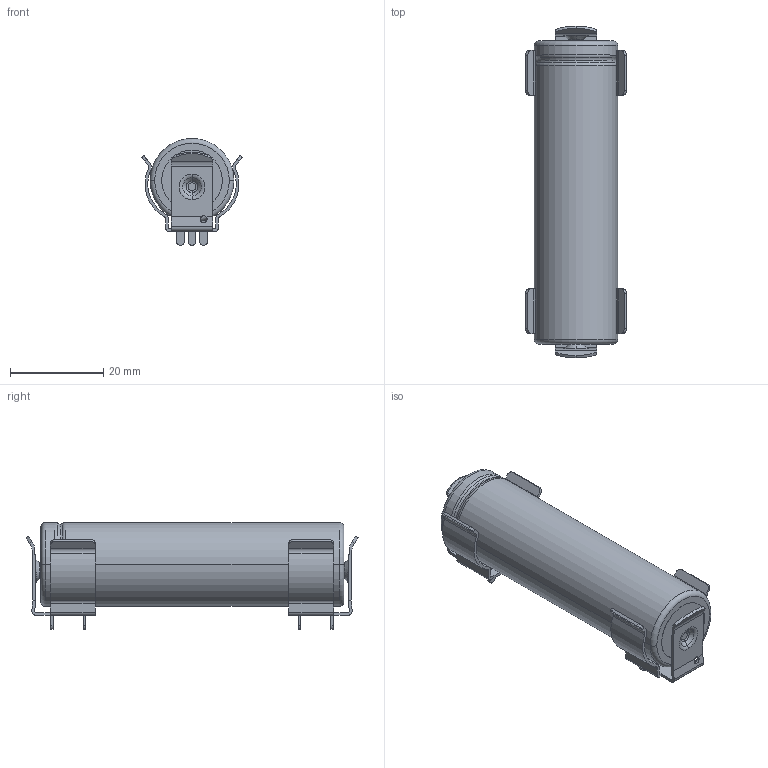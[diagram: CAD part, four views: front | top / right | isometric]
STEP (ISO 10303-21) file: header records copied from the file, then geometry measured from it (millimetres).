
FILE_DESCRIPTION(('STEP AP214'),'1');
FILE_NAME('battery 18650+holder.stp','2024-08-10T07:57:06',(' '),(' '),'Spatial InterOp 3D',' ',' ');
FILE_SCHEMA(('AUTOMOTIVE_DESIGN { 1 0 10303 214 1 1 1 1 }'));
Length unit declared in the file: metre
Products named in the file (3): battery 18650+holder; battery; Battery connector 18650
Assembly tree (3 placements, depth 2):
  battery 18650+holder
    battery
    Battery connector 18650  x2
Bounding box: 21.57 x 71.21 x 22.94 mm (x, y, z)
Volume: 17178.2 mm3; surface area: 7047.7 mm2
Topology: 9 solids, 9 shells, 297 faces, 780 edges, 500 vertices
Faces by surface type: plane 117, cylinder 116, torus 44, bspline 12, cone 8
Entity records: 6393 total; most frequent: CARTESIAN_POINT 1547, DIRECTION 1029, ORIENTED_EDGE 946, EDGE_CURVE 473, AXIS2_PLACEMENT_3D 414, VERTEX_POINT 304, CIRCLE 226, LINE 201
